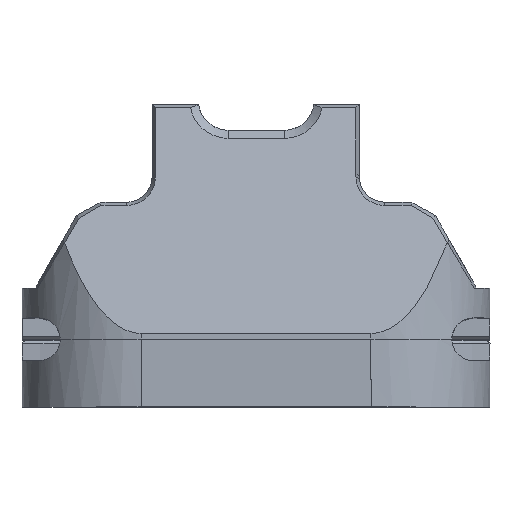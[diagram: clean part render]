
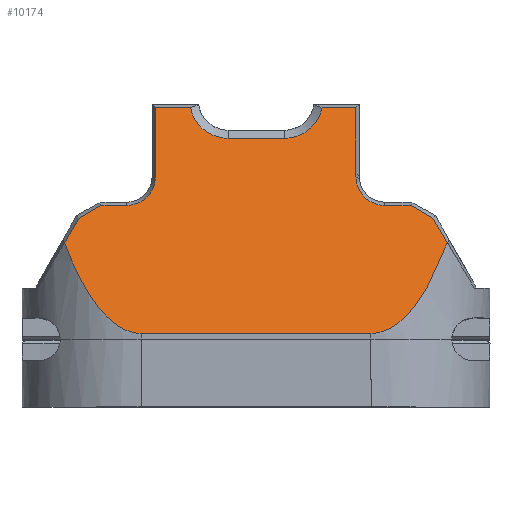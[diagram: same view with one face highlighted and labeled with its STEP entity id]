
A CAD part, top view. The second image highlights one B-rep face of the part: STEP entity #10174.
In plain terms, the highlighted face is planar.
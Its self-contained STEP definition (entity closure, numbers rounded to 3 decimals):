
#459=ELLIPSE('',#10792,47.885,14.);
#460=ELLIPSE('',#10793,47.885,14.);
#532=PLANE('',#10791);
#935=FACE_OUTER_BOUND('',#1527,.T.);
#1527=EDGE_LOOP('',(#7069,#7070,#7071,#7072,#7073,#7074,#7075,#7076,#7077,
#7078,#7079,#7080,#7081,#7082,#7083,#7084,#7085,#7086,#7087,#7088));
#2161=LINE('',#14555,#3310);
#2164=LINE('',#14604,#3313);
#2165=LINE('',#14606,#3314);
#2166=LINE('',#14619,#3315);
#2167=LINE('',#14621,#3316);
#2168=LINE('',#14623,#3317);
#2169=LINE('',#14627,#3318);
#2170=LINE('',#14631,#3319);
#2171=LINE('',#14633,#3320);
#2172=LINE('',#14635,#3321);
#2173=LINE('',#14648,#3322);
#2174=LINE('',#14649,#3323);
#3310=VECTOR('',#11651,10.);
#3313=VECTOR('',#11656,10.);
#3314=VECTOR('',#11657,10.);
#3315=VECTOR('',#11658,10.);
#3316=VECTOR('',#11659,10.);
#3317=VECTOR('',#11660,10.);
#3318=VECTOR('',#11663,10.);
#3319=VECTOR('',#11666,10.);
#3320=VECTOR('',#11667,10.);
#3321=VECTOR('',#11668,10.);
#3322=VECTOR('',#11669,10.);
#3323=VECTOR('',#11670,10.);
#4459=B_SPLINE_CURVE_WITH_KNOTS('',3,(#14536,#14537,#14538,#14539,#14540),
 .UNSPECIFIED.,.F.,.F.,(4,1,4),(-1.371,-0.864,0.),
 .UNSPECIFIED.);
#4464=B_SPLINE_CURVE_WITH_KNOTS('',3,(#14591,#14592,#14593,#14594,#14595),
 .UNSPECIFIED.,.F.,.F.,(4,1,4),(0.,0.648,
1.371),.UNSPECIFIED.);
#4466=B_SPLINE_CURVE_WITH_KNOTS('',3,(#14608,#14609,#14610,#14611),
 .UNSPECIFIED.,.F.,.F.,(4,4),(-0.441,-0.411),
 .UNSPECIFIED.);
#4467=B_SPLINE_CURVE_WITH_KNOTS('',3,(#14613,#14614,#14615,#14616,#14617),
 .UNSPECIFIED.,.F.,.F.,(4,1,4),(0.,0.673,
1.571),.UNSPECIFIED.);
#4468=B_SPLINE_CURVE_WITH_KNOTS('',3,(#14637,#14638,#14639,#14640,#14641),
 .UNSPECIFIED.,.F.,.F.,(4,1,4),(-1.571,-0.898,0.),
 .UNSPECIFIED.);
#4469=B_SPLINE_CURVE_WITH_KNOTS('',3,(#14643,#14644,#14645,#14646),
 .UNSPECIFIED.,.F.,.F.,(4,4),(0.494,0.525),
 .UNSPECIFIED.);
#4548=VERTEX_POINT('',#14528);
#4549=VERTEX_POINT('',#14535);
#4552=VERTEX_POINT('',#14554);
#4556=VERTEX_POINT('',#14590);
#4557=VERTEX_POINT('',#14603);
#4558=VERTEX_POINT('',#14605);
#4559=VERTEX_POINT('',#14607);
#4560=VERTEX_POINT('',#14612);
#4561=VERTEX_POINT('',#14618);
#4562=VERTEX_POINT('',#14620);
#4563=VERTEX_POINT('',#14622);
#4564=VERTEX_POINT('',#14624);
#4565=VERTEX_POINT('',#14626);
#4566=VERTEX_POINT('',#14628);
#4567=VERTEX_POINT('',#14630);
#4568=VERTEX_POINT('',#14632);
#4569=VERTEX_POINT('',#14634);
#4570=VERTEX_POINT('',#14636);
#4571=VERTEX_POINT('',#14642);
#4572=VERTEX_POINT('',#14647);
#5515=EDGE_CURVE('',#4548,#4549,#4459,.T.);
#5519=EDGE_CURVE('',#4549,#4552,#2161,.T.);
#5524=EDGE_CURVE('',#4552,#4556,#4464,.T.);
#5526=EDGE_CURVE('',#4557,#4548,#2164,.T.);
#5527=EDGE_CURVE('',#4558,#4557,#2165,.T.);
#5528=EDGE_CURVE('',#4559,#4558,#4466,.T.);
#5529=EDGE_CURVE('',#4560,#4559,#4467,.T.);
#5530=EDGE_CURVE('',#4561,#4560,#2166,.T.);
#5531=EDGE_CURVE('',#4562,#4561,#2167,.T.);
#5532=EDGE_CURVE('',#4563,#4562,#2168,.T.);
#5533=EDGE_CURVE('',#4564,#4563,#459,.T.);
#5534=EDGE_CURVE('',#4565,#4564,#2169,.T.);
#5535=EDGE_CURVE('',#4566,#4565,#460,.T.);
#5536=EDGE_CURVE('',#4567,#4566,#2170,.T.);
#5537=EDGE_CURVE('',#4568,#4567,#2171,.T.);
#5538=EDGE_CURVE('',#4569,#4568,#2172,.T.);
#5539=EDGE_CURVE('',#4570,#4569,#4468,.T.);
#5540=EDGE_CURVE('',#4571,#4570,#4469,.T.);
#5541=EDGE_CURVE('',#4572,#4571,#2173,.T.);
#5542=EDGE_CURVE('',#4556,#4572,#2174,.T.);
#7069=ORIENTED_EDGE('',*,*,#5524,.F.);
#7070=ORIENTED_EDGE('',*,*,#5519,.F.);
#7071=ORIENTED_EDGE('',*,*,#5515,.F.);
#7072=ORIENTED_EDGE('',*,*,#5526,.F.);
#7073=ORIENTED_EDGE('',*,*,#5527,.F.);
#7074=ORIENTED_EDGE('',*,*,#5528,.F.);
#7075=ORIENTED_EDGE('',*,*,#5529,.F.);
#7076=ORIENTED_EDGE('',*,*,#5530,.F.);
#7077=ORIENTED_EDGE('',*,*,#5531,.F.);
#7078=ORIENTED_EDGE('',*,*,#5532,.F.);
#7079=ORIENTED_EDGE('',*,*,#5533,.F.);
#7080=ORIENTED_EDGE('',*,*,#5534,.F.);
#7081=ORIENTED_EDGE('',*,*,#5535,.F.);
#7082=ORIENTED_EDGE('',*,*,#5536,.F.);
#7083=ORIENTED_EDGE('',*,*,#5537,.F.);
#7084=ORIENTED_EDGE('',*,*,#5538,.F.);
#7085=ORIENTED_EDGE('',*,*,#5539,.F.);
#7086=ORIENTED_EDGE('',*,*,#5540,.F.);
#7087=ORIENTED_EDGE('',*,*,#5541,.F.);
#7088=ORIENTED_EDGE('',*,*,#5542,.F.);
#10174=ADVANCED_FACE('',(#935),#532,.F.);
#10791=AXIS2_PLACEMENT_3D('',#14602,#11654,#11655);
#10792=AXIS2_PLACEMENT_3D('',#14625,#11661,#11662);
#10793=AXIS2_PLACEMENT_3D('',#14629,#11664,#11665);
#11651=DIRECTION('',(1.,0.,0.));
#11654=DIRECTION('center_axis',(0.,0.956,
-0.292));
#11655=DIRECTION('ref_axis',(-1.,0.,0.));
#11656=DIRECTION('',(1.,0.,0.));
#11657=DIRECTION('',(0.,0.292,0.956));
#11658=DIRECTION('',(1.,0.,0.));
#11659=DIRECTION('',(0.855,0.152,0.496));
#11660=DIRECTION('',(0.48,0.257,0.839));
#11661=DIRECTION('center_axis',(0.,0.956,
-0.292));
#11662=DIRECTION('ref_axis',(0.,-0.292,-0.956));
#11663=DIRECTION('',(-1.,0.,0.));
#11664=DIRECTION('center_axis',(0.,0.956,
-0.292));
#11665=DIRECTION('ref_axis',(0.,-0.292,-0.956));
#11666=DIRECTION('',(0.48,-0.257,-0.839));
#11667=DIRECTION('',(0.855,-0.152,-0.496));
#11668=DIRECTION('',(1.,0.,0.));
#11669=DIRECTION('',(0.,-0.292,-0.956));
#11670=DIRECTION('',(1.,0.,0.));
#14528=CARTESIAN_POINT('',(-7.697,-97.399,73.173));
#14535=CARTESIAN_POINT('',(-3.285,-98.494,69.593));
#14536=CARTESIAN_POINT('Ctrl Pts',(-7.697,-97.399,
73.173));
#14537=CARTESIAN_POINT('Ctrl Pts',(-7.547,-97.623,
72.44));
#14538=CARTESIAN_POINT('Ctrl Pts',(-6.642,-98.2,
70.552));
#14539=CARTESIAN_POINT('Ctrl Pts',(-4.595,-98.494,69.593));
#14540=CARTESIAN_POINT('Ctrl Pts',(-3.285,-98.494,
69.593));
#14554=CARTESIAN_POINT('',(3.347,-98.494,69.593));
#14555=CARTESIAN_POINT('',(-5.291,-98.494,69.593));
#14590=CARTESIAN_POINT('',(7.759,-97.399,73.173));
#14591=CARTESIAN_POINT('Ctrl Pts',(3.347,-98.494,69.593));
#14592=CARTESIAN_POINT('Ctrl Pts',(4.329,-98.494,69.593));
#14593=CARTESIAN_POINT('Ctrl Pts',(6.404,-98.279,70.295));
#14594=CARTESIAN_POINT('Ctrl Pts',(7.541,-97.717,72.131));
#14595=CARTESIAN_POINT('Ctrl Pts',(7.757,-97.399,73.173));
#14602=CARTESIAN_POINT('Origin',(0.,-98.598,
69.251));
#14603=CARTESIAN_POINT('',(-11.811,-97.399,73.173));
#14604=CARTESIAN_POINT('',(0.,-97.399,73.173));
#14605=CARTESIAN_POINT('',(-11.811,-99.783,65.376));
#14606=CARTESIAN_POINT('',(-11.811,-98.582,69.305));
#14607=CARTESIAN_POINT('',(-11.811,-99.872,65.084));
#14608=CARTESIAN_POINT('Ctrl Pts',(-11.811,-99.872,
65.084));
#14609=CARTESIAN_POINT('Ctrl Pts',(-11.811,-99.842,
65.181));
#14610=CARTESIAN_POINT('Ctrl Pts',(-11.811,-99.812,
65.279));
#14611=CARTESIAN_POINT('Ctrl Pts',(-11.811,-99.783,65.376));
#14612=CARTESIAN_POINT('',(-15.211,-100.906,61.701));
#14613=CARTESIAN_POINT('Ctrl Pts',(-15.211,-100.906,
61.701));
#14614=CARTESIAN_POINT('Ctrl Pts',(-14.444,-100.906,
61.701));
#14615=CARTESIAN_POINT('Ctrl Pts',(-12.654,-100.714,
62.329));
#14616=CARTESIAN_POINT('Ctrl Pts',(-11.811,-100.18,
64.077));
#14617=CARTESIAN_POINT('Ctrl Pts',(-11.811,-99.872,
65.084));
#14618=CARTESIAN_POINT('',(-18.227,-100.906,61.701));
#14619=CARTESIAN_POINT('',(-8.6,-100.906,61.701));
#14620=CARTESIAN_POINT('',(-20.795,-101.362,60.211));
#14621=CARTESIAN_POINT('',(-8.597,-99.198,67.29));
#14622=CARTESIAN_POINT('',(-22.468,-102.257,57.283));
#14623=CARTESIAN_POINT('',(-13.786,-97.612,72.476));
#14624=CARTESIAN_POINT('',(-13.5,-105.506,46.655));
#14625=CARTESIAN_POINT('Origin',(-13.5,-91.506,92.448));
#14626=CARTESIAN_POINT('',(13.5,-105.506,46.655));
#14627=CARTESIAN_POINT('',(-6.75,-105.506,46.655));
#14628=CARTESIAN_POINT('',(22.468,-102.257,57.283));
#14629=CARTESIAN_POINT('Origin',(13.5,-91.506,92.448));
#14630=CARTESIAN_POINT('',(20.795,-101.362,60.211));
#14631=CARTESIAN_POINT('',(13.786,-97.612,72.476));
#14632=CARTESIAN_POINT('',(18.227,-100.906,61.701));
#14633=CARTESIAN_POINT('',(8.597,-99.198,67.29));
#14634=CARTESIAN_POINT('',(15.14,-100.906,61.701));
#14635=CARTESIAN_POINT('',(8.6,-100.906,61.701));
#14636=CARTESIAN_POINT('',(11.74,-99.872,65.084));
#14637=CARTESIAN_POINT('Ctrl Pts',(11.74,-99.872,65.084));
#14638=CARTESIAN_POINT('Ctrl Pts',(11.74,-100.103,64.329));
#14639=CARTESIAN_POINT('Ctrl Pts',(12.352,-100.643,62.562));
#14640=CARTESIAN_POINT('Ctrl Pts',(14.117,-100.906,61.701));
#14641=CARTESIAN_POINT('Ctrl Pts',(15.14,-100.906,61.701));
#14642=CARTESIAN_POINT('',(11.74,-99.783,65.376));
#14643=CARTESIAN_POINT('Ctrl Pts',(11.74,-99.783,65.376));
#14644=CARTESIAN_POINT('Ctrl Pts',(11.74,-99.812,65.279));
#14645=CARTESIAN_POINT('Ctrl Pts',(11.74,-99.842,65.181));
#14646=CARTESIAN_POINT('Ctrl Pts',(11.74,-99.872,65.084));
#14647=CARTESIAN_POINT('',(11.74,-97.399,73.173));
#14648=CARTESIAN_POINT('',(11.74,-98.337,70.105));
#14649=CARTESIAN_POINT('',(0.,-97.399,73.173));
